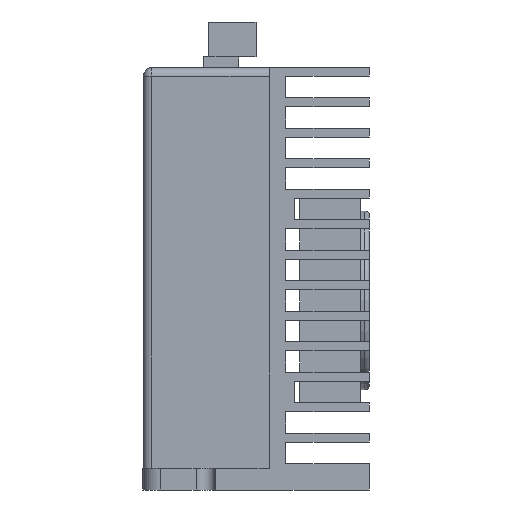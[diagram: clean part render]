
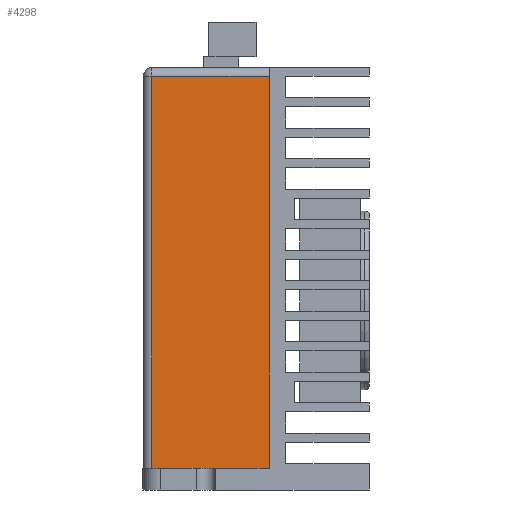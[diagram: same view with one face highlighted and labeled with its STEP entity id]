
A CAD part, left-side view. The second image highlights one B-rep face of the part: STEP entity #4298.
In plain terms, the highlighted planar face has unit normal (-1, 0, 0).
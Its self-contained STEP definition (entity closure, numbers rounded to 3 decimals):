
#508=LINE('',#6791,#1040);
#511=LINE('',#6798,#1043);
#516=LINE('',#6809,#1048);
#517=LINE('',#6810,#1049);
#1040=VECTOR('',#5587,89.9);
#1043=VECTOR('',#5594,26.9);
#1048=VECTOR('',#5607,26.9);
#1049=VECTOR('',#5608,89.9);
#1266=PLANE('',#4572);
#1534=FACE_OUTER_BOUND('',#1806,.T.);
#1806=EDGE_LOOP('',(#3858,#3859,#3860,#3861));
#2232=VERTEX_POINT('',#6779);
#2235=VERTEX_POINT('',#6789);
#2236=VERTEX_POINT('',#6794);
#2239=VERTEX_POINT('',#6808);
#2796=EDGE_CURVE('',#2235,#2232,#508,.T.);
#2800=EDGE_CURVE('',#2232,#2236,#511,.T.);
#2805=EDGE_CURVE('',#2239,#2235,#516,.T.);
#2806=EDGE_CURVE('',#2239,#2236,#517,.T.);
#3858=ORIENTED_EDGE('',*,*,#2796,.F.);
#3859=ORIENTED_EDGE('',*,*,#2805,.F.);
#3860=ORIENTED_EDGE('',*,*,#2806,.T.);
#3861=ORIENTED_EDGE('',*,*,#2800,.F.);
#4298=ADVANCED_FACE('',(#1534),#1266,.T.);
#4572=AXIS2_PLACEMENT_3D('',#6807,#5605,#5606);
#5587=DIRECTION('',(0.,0.,1.));
#5594=DIRECTION('',(0.,-1.,0.));
#5605=DIRECTION('center_axis',(-1.,0.,0.));
#5606=DIRECTION('ref_axis',(0.,0.,1.));
#5607=DIRECTION('',(0.,1.,0.));
#5608=DIRECTION('',(0.,0.,1.));
#6779=CARTESIAN_POINT('',(-65.5,12.4,94.9));
#6789=CARTESIAN_POINT('',(-65.5,12.4,5.));
#6791=CARTESIAN_POINT('',(-65.5,12.4,27.975));
#6794=CARTESIAN_POINT('',(-65.5,-14.5,94.9));
#6798=CARTESIAN_POINT('',(-65.5,-7.25,94.9));
#6807=CARTESIAN_POINT('Origin',(-65.5,-14.5,5.));
#6808=CARTESIAN_POINT('',(-65.5,-14.5,5.));
#6809=CARTESIAN_POINT('',(-65.5,-12.719,5.));
#6810=CARTESIAN_POINT('',(-65.5,-14.5,5.));
